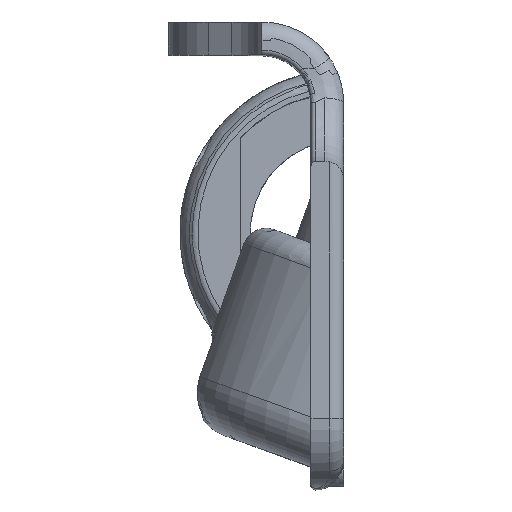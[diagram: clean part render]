
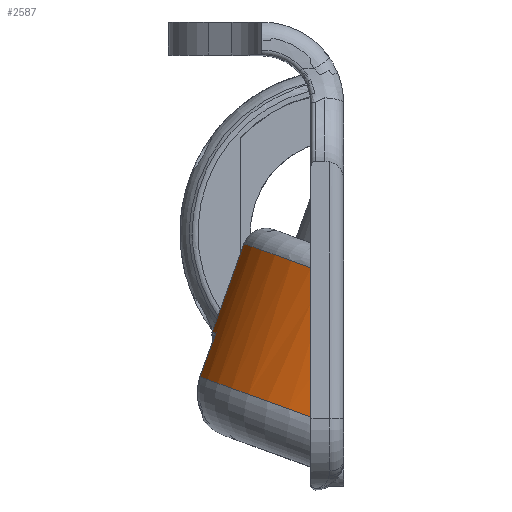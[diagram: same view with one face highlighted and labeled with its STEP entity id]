
A CAD part, top view. The second image highlights one B-rep face of the part: STEP entity #2587.
In plain terms, the highlighted cylindrical face has radius 35 mm (diameter 70 mm), a partial arc.
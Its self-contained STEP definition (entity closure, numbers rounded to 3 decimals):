
#23=ELLIPSE('',#2824,102.333,35.);
#24=ELLIPSE('',#2825,102.333,35.);
#87=CYLINDRICAL_SURFACE('',#2823,35.);
#179=CIRCLE('',#2727,35.);
#181=CIRCLE('',#2729,35.);
#183=CIRCLE('',#2732,35.);
#394=B_SPLINE_CURVE_WITH_KNOTS('',3,(#21516,#21517,#21518,#21519,#21520,
#21521,#21522,#21523,#21524,#21525,#21526,#21527,#21528,#21529,#21530,#21531,
#21532,#21533,#21534,#21535,#21536,#21537,#21538,#21539,#21540,#21541,#21542,
#21543,#21544,#21545,#21546),.UNSPECIFIED.,.F.,.F.,(4,3,3,3,3,3,3,3,3,3,
4),(0.,0.057,0.112,0.166,0.221,
0.229,0.286,0.341,0.396,
0.45,0.458),.UNSPECIFIED.);
#417=B_SPLINE_CURVE_WITH_KNOTS('',1,(#21986,#21987),.UNSPECIFIED.,.F.,.F.,
(2,2),(0.,0.999),.UNSPECIFIED.);
#502=FACE_OUTER_BOUND('',#626,.T.);
#626=EDGE_LOOP('',(#2166,#2167,#2168,#2169,#2170,#2171,#2172,#2173,#2174));
#723=LINE('',#19249,#841);
#762=LINE('',#21988,#880);
#841=VECTOR('',#2975,10.);
#880=VECTOR('',#3314,10.);
#1035=VERTEX_POINT('',#17767);
#1047=VERTEX_POINT('',#19246);
#1048=VERTEX_POINT('',#19248);
#1119=VERTEX_POINT('',#21153);
#1122=VERTEX_POINT('',#21176);
#1124=VERTEX_POINT('',#21198);
#1126=VERTEX_POINT('',#21219);
#1134=VERTEX_POINT('',#21481);
#1136=VERTEX_POINT('',#21497);
#1347=EDGE_CURVE('',#1048,#1047,#723,.T.);
#1440=EDGE_CURVE('',#1119,#1048,#179,.T.);
#1444=EDGE_CURVE('',#1035,#1122,#181,.T.);
#1448=EDGE_CURVE('',#1124,#1126,#183,.T.);
#1462=EDGE_CURVE('',#1134,#1136,#394,.T.);
#1570=EDGE_CURVE('',#1134,#1047,#417,.T.);
#1571=EDGE_CURVE('',#1035,#1136,#762,.T.);
#1572=EDGE_CURVE('',#1124,#1122,#23,.T.);
#1573=EDGE_CURVE('',#1119,#1126,#24,.T.);
#2166=ORIENTED_EDGE('',*,*,#1570,.F.);
#2167=ORIENTED_EDGE('',*,*,#1462,.T.);
#2168=ORIENTED_EDGE('',*,*,#1571,.F.);
#2169=ORIENTED_EDGE('',*,*,#1444,.T.);
#2170=ORIENTED_EDGE('',*,*,#1572,.F.);
#2171=ORIENTED_EDGE('',*,*,#1448,.T.);
#2172=ORIENTED_EDGE('',*,*,#1573,.F.);
#2173=ORIENTED_EDGE('',*,*,#1440,.T.);
#2174=ORIENTED_EDGE('',*,*,#1347,.T.);
#2587=ADVANCED_FACE('',(#502),#87,.T.);
#2727=AXIS2_PLACEMENT_3D('',#21154,#3084,#3085);
#2729=AXIS2_PLACEMENT_3D('',#21195,#3088,#3089);
#2732=AXIS2_PLACEMENT_3D('',#21238,#3094,#3095);
#2823=AXIS2_PLACEMENT_3D('',#21985,#3312,#3313);
#2824=AXIS2_PLACEMENT_3D('',#21989,#3315,#3316);
#2825=AXIS2_PLACEMENT_3D('',#21990,#3317,#3318);
#2975=DIRECTION('',(-0.24,0.087,0.967));
#3084=DIRECTION('center_axis',(0.342,0.94,0.));
#3085=DIRECTION('ref_axis',(0.,0.,1.));
#3088=DIRECTION('center_axis',(0.342,0.94,0.));
#3089=DIRECTION('ref_axis',(0.,0.,
1.));
#3094=DIRECTION('center_axis',(-0.342,-0.94,0.));
#3095=DIRECTION('ref_axis',(0.,0.,
1.));
#3312=DIRECTION('center_axis',(-0.342,-0.94,0.));
#3313=DIRECTION('ref_axis',(0.,0.,1.));
#3314=DIRECTION('',(0.342,0.94,0.));
#3315=DIRECTION('center_axis',(1.,0.,0.));
#3316=DIRECTION('ref_axis',(0.,1.,0.));
#3317=DIRECTION('center_axis',(1.,0.,0.));
#3318=DIRECTION('ref_axis',(0.,1.,0.));
#17767=CARTESIAN_POINT('',(169.281,24.094,152.955));
#19246=CARTESIAN_POINT('',(169.281,24.094,137.045));
#19248=CARTESIAN_POINT('',(169.76,23.919,135.111));
#19249=CARTESIAN_POINT('',(169.76,23.919,135.111));
#21153=CARTESIAN_POINT('',(193.,15.461,111.135));
#21154=CARTESIAN_POINT('Origin',(201.309,12.436,145.));
#21176=CARTESIAN_POINT('',(193.,15.461,178.865));
#21195=CARTESIAN_POINT('Origin',(201.309,12.436,145.));
#21198=CARTESIAN_POINT('',(193.,47.386,173.887));
#21219=CARTESIAN_POINT('',(193.,47.386,116.113));
#21238=CARTESIAN_POINT('Origin',(211.57,40.627,145.));
#21481=CARTESIAN_POINT('',(172.698,33.485,137.052));
#21497=CARTESIAN_POINT('',(172.701,33.491,152.955));
#21516=CARTESIAN_POINT('Ctrl Pts',(172.698,33.485,137.052));
#21517=CARTESIAN_POINT('Ctrl Pts',(172.556,33.539,137.703));
#21518=CARTESIAN_POINT('Ctrl Pts',(172.431,33.586,138.358));
#21519=CARTESIAN_POINT('Ctrl Pts',(172.324,33.626,139.017));
#21520=CARTESIAN_POINT('Ctrl Pts',(172.222,33.664,139.644));
#21521=CARTESIAN_POINT('Ctrl Pts',(172.136,33.696,140.274));
#21522=CARTESIAN_POINT('Ctrl Pts',(172.066,33.722,140.906));
#21523=CARTESIAN_POINT('Ctrl Pts',(171.996,33.748,141.538));
#21524=CARTESIAN_POINT('Ctrl Pts',(171.943,33.767,142.172));
#21525=CARTESIAN_POINT('Ctrl Pts',(171.905,33.781,142.808));
#21526=CARTESIAN_POINT('Ctrl Pts',(171.868,33.794,143.443));
#21527=CARTESIAN_POINT('Ctrl Pts',(171.846,33.802,144.079));
#21528=CARTESIAN_POINT('Ctrl Pts',(171.842,33.804,144.716));
#21529=CARTESIAN_POINT('Ctrl Pts',(171.841,33.804,144.812));
#21530=CARTESIAN_POINT('Ctrl Pts',(171.84,33.804,144.907));
#21531=CARTESIAN_POINT('Ctrl Pts',(171.84,33.804,145.003));
#21532=CARTESIAN_POINT('Ctrl Pts',(171.84,33.804,145.672));
#21533=CARTESIAN_POINT('Ctrl Pts',(171.858,33.797,146.34));
#21534=CARTESIAN_POINT('Ctrl Pts',(171.894,33.784,147.007));
#21535=CARTESIAN_POINT('Ctrl Pts',(171.929,33.771,147.644));
#21536=CARTESIAN_POINT('Ctrl Pts',(171.98,33.753,148.28));
#21537=CARTESIAN_POINT('Ctrl Pts',(172.047,33.729,148.913));
#21538=CARTESIAN_POINT('Ctrl Pts',(172.114,33.704,149.547));
#21539=CARTESIAN_POINT('Ctrl Pts',(172.197,33.674,150.178));
#21540=CARTESIAN_POINT('Ctrl Pts',(172.296,33.638,150.807));
#21541=CARTESIAN_POINT('Ctrl Pts',(172.396,33.602,151.436));
#21542=CARTESIAN_POINT('Ctrl Pts',(172.511,33.56,152.062));
#21543=CARTESIAN_POINT('Ctrl Pts',(172.643,33.512,152.684));
#21544=CARTESIAN_POINT('Ctrl Pts',(172.662,33.505,152.774));
#21545=CARTESIAN_POINT('Ctrl Pts',(172.681,33.498,152.864));
#21546=CARTESIAN_POINT('Ctrl Pts',(172.701,33.491,152.955));
#21985=CARTESIAN_POINT('Origin',(201.309,12.436,145.));
#21986=CARTESIAN_POINT('Ctrl Pts',(172.698,33.485,137.052));
#21987=CARTESIAN_POINT('Ctrl Pts',(169.281,24.094,137.045));
#21988=CARTESIAN_POINT('',(171.991,31.54,152.955));
#21989=CARTESIAN_POINT('Origin',(193.,-10.394,145.));
#21990=CARTESIAN_POINT('Origin',(193.,-10.394,145.));
